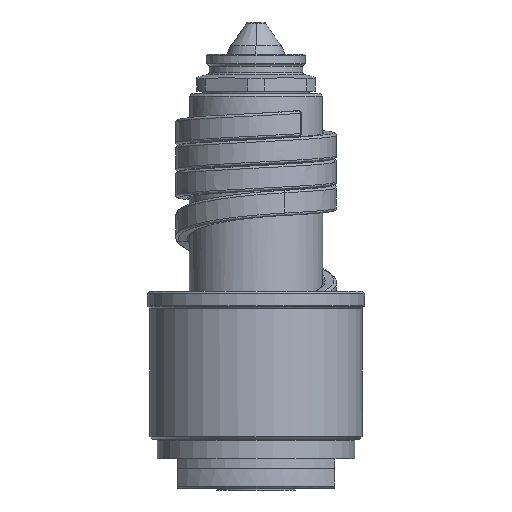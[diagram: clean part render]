
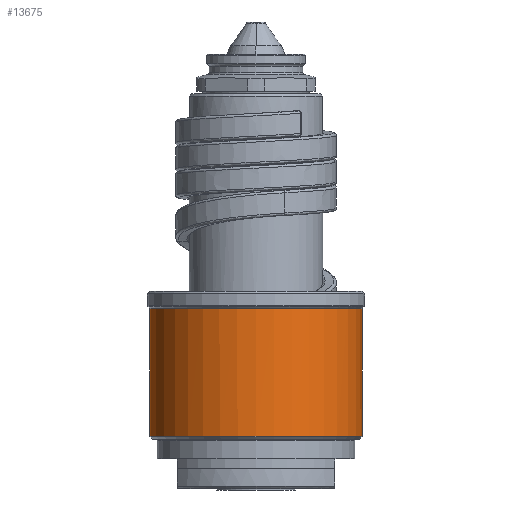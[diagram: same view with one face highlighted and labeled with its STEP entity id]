
A CAD part, front view. The second image highlights one B-rep face of the part: STEP entity #13675.
In plain terms, the highlighted cylindrical face has radius 21.5 mm (diameter 43 mm), a partial arc.
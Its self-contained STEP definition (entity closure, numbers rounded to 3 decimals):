
#3727=DIRECTION('',(0.,0.,1.));
#3728=VECTOR('',#3727,25.834);
#3729=CARTESIAN_POINT('',(21.5,0.,10.583));
#3730=LINE('',#3729,#3728);
#3749=CARTESIAN_POINT('',(0.,0.,10.583));
#3750=DIRECTION('',(0.,0.,1.));
#3751=DIRECTION('',(-1.,0.,0.));
#3752=AXIS2_PLACEMENT_3D('',#3749,#3750,#3751);
#5125=DIRECTION('',(0.,0.,1.));
#5126=VECTOR('',#5125,25.834);
#5127=CARTESIAN_POINT('',(-21.5,0.,10.583));
#5128=LINE('',#5127,#5126);
#5129=CARTESIAN_POINT('',(0.,0.,36.417));
#5130=DIRECTION('',(0.,0.,-1.));
#5131=DIRECTION('',(1.,0.,0.));
#5132=AXIS2_PLACEMENT_3D('',#5129,#5130,#5131);
#5134=CARTESIAN_POINT('',(0.,0.,36.417));
#5135=DIRECTION('',(0.,0.,-1.));
#5136=DIRECTION('',(1.,-0.007,0.));
#5137=AXIS2_PLACEMENT_3D('',#5134,#5135,#5136);
#5831=CARTESIAN_POINT('',(21.499,-0.152,
36.417));
#5832=CARTESIAN_POINT('',(-21.5,0.,36.417));
#5833=VERTEX_POINT('',#5831);
#5834=VERTEX_POINT('',#5832);
#5835=CARTESIAN_POINT('',(21.5,0.,36.417));
#5836=VERTEX_POINT('',#5835);
#5837=CARTESIAN_POINT('',(-21.5,0.,10.583));
#5838=CARTESIAN_POINT('',(21.5,0.,10.583));
#5839=VERTEX_POINT('',#5837);
#5840=VERTEX_POINT('',#5838);
#13661=CARTESIAN_POINT('',(0.,0.,8.5));
#13662=DIRECTION('',(0.,0.,1.));
#13663=DIRECTION('',(-1.,0.,0.));
#13664=AXIS2_PLACEMENT_3D('',#13661,#13662,#13663);
#13665=CYLINDRICAL_SURFACE('',#13664,21.5);
#13666=ORIENTED_EDGE('',*,*,#11871,.F.);
#13667=ORIENTED_EDGE('',*,*,#11852,.T.);
#13669=ORIENTED_EDGE('',*,*,#13668,.F.);
#13671=ORIENTED_EDGE('',*,*,#13670,.F.);
#13672=ORIENTED_EDGE('',*,*,#11846,.F.);
#13673=EDGE_LOOP('',(#13666,#13667,#13669,#13671,#13672));
#13674=FACE_OUTER_BOUND('',#13673,.F.);
#3753=CIRCLE('',#3752,21.5);
#5133=CIRCLE('',#5132,21.5);
#5138=CIRCLE('',#5137,21.5);
#11846=EDGE_CURVE('',#5840,#5836,#3730,.T.);
#11852=EDGE_CURVE('',#5839,#5834,#5128,.T.);
#11871=EDGE_CURVE('',#5839,#5840,#3753,.T.);
#13668=EDGE_CURVE('',#5833,#5834,#5138,.T.);
#13670=EDGE_CURVE('',#5836,#5833,#5133,.T.);
#13675=ADVANCED_FACE('',(#13674),#13665,.T.);
